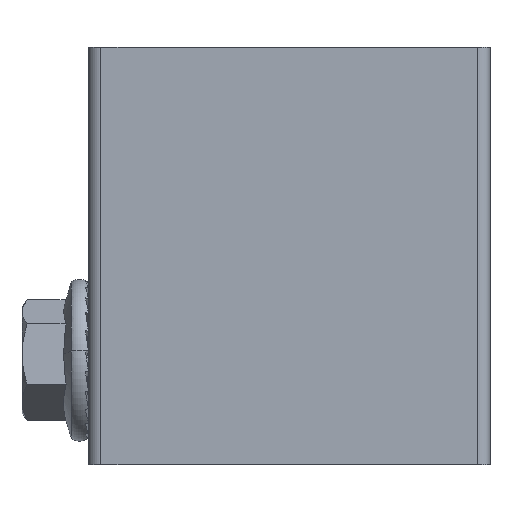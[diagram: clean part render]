
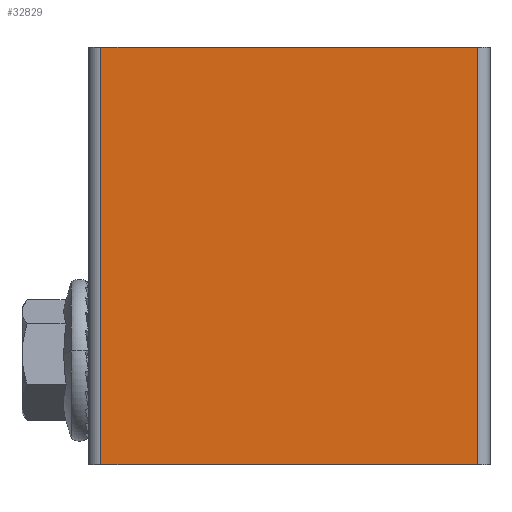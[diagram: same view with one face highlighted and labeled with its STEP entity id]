
A CAD part, left-side view. The second image highlights one B-rep face of the part: STEP entity #32829.
In plain terms, the highlighted face is planar.
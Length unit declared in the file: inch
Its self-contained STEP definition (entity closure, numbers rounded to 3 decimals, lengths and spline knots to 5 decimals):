
#41 = CARTESIAN_POINT ( 'NONE',  ( 0.9, -2., 1.865 ) ) ;
#2870 = CARTESIAN_POINT ( 'NONE',  ( 0.9, 0., 0.06 ) ) ;
#4142 = DIRECTION ( 'NONE',  ( 0., 1., 0. ) ) ;
#5948 = VECTOR ( 'NONE', #30134, 39.37008 ) ;
#9004 = CARTESIAN_POINT ( 'NONE',  ( 0.9, -1., 1.865 ) ) ;
#9663 = PLANE ( 'NONE',  #14840 ) ;
#9903 = EDGE_CURVE ( 'NONE', #25296, #37122, #39074, .T. ) ;
#10107 = ORIENTED_EDGE ( 'NONE', *, *, #19345, .T. ) ;
#10211 = EDGE_LOOP ( 'NONE', ( #38994, #32468, #10107, #19160 ) ) ;
#11094 = LINE ( 'NONE', #2870, #5948 ) ;
#11696 = DIRECTION ( 'NONE',  ( 0., 1., 0. ) ) ;
#13254 = VERTEX_POINT ( 'NONE', #33063 ) ;
#14840 = AXIS2_PLACEMENT_3D ( 'NONE', #25071, #24824, #4142 ) ;
#15464 = DIRECTION ( 'NONE',  ( 0., -1., 0. ) ) ;
#19160 = ORIENTED_EDGE ( 'NONE', *, *, #19455, .T. ) ;
#19345 = EDGE_CURVE ( 'NONE', #37122, #13254, #11094, .T. ) ;
#19455 = EDGE_CURVE ( 'NONE', #13254, #34621, #25265, .T. ) ;
#19720 = LINE ( 'NONE', #25748, #32014 ) ;
#19965 = CARTESIAN_POINT ( 'NONE',  ( 0.9, 0., 0.06 ) ) ;
#22717 = EDGE_CURVE ( 'NONE', #34621, #25296, #19720, .T. ) ;
#23109 = CARTESIAN_POINT ( 'NONE',  ( 0.9, -2., 0.06 ) ) ;
#24808 = VECTOR ( 'NONE', #15464, 39.37008 ) ;
#24824 = DIRECTION ( 'NONE',  ( 1., 0., 0. ) ) ;
#25071 = CARTESIAN_POINT ( 'NONE',  ( 0.9, -2., 0.06 ) ) ;
#25265 = LINE ( 'NONE', #9004, #24808 ) ;
#25296 = VERTEX_POINT ( 'NONE', #23109 ) ;
#25748 = CARTESIAN_POINT ( 'NONE',  ( 0.9, -2., 0.9625 ) ) ;
#28647 = DIRECTION ( 'NONE',  ( 0., 0., -1. ) ) ;
#30134 = DIRECTION ( 'NONE',  ( 0., 0., 1. ) ) ;
#31961 = VECTOR ( 'NONE', #11696, 39.37008 ) ;
#32014 = VECTOR ( 'NONE', #28647, 39.37008 ) ;
#32468 = ORIENTED_EDGE ( 'NONE', *, *, #9903, .T. ) ;
#32829 = ADVANCED_FACE ( 'NONE', ( #33294 ), #9663, .T. ) ;
#33063 = CARTESIAN_POINT ( 'NONE',  ( 0.9, 0., 1.865 ) ) ;
#33294 = FACE_OUTER_BOUND ( 'NONE', #10211, .T. ) ;
#34621 = VERTEX_POINT ( 'NONE', #41 ) ;
#35771 = CARTESIAN_POINT ( 'NONE',  ( 0.9, -1., 0.06 ) ) ;
#37122 = VERTEX_POINT ( 'NONE', #19965 ) ;
#38994 = ORIENTED_EDGE ( 'NONE', *, *, #22717, .T. ) ;
#39074 = LINE ( 'NONE', #35771, #31961 ) ;
